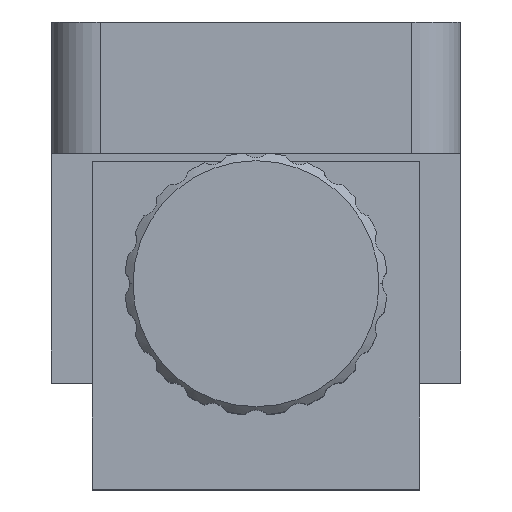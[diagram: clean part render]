
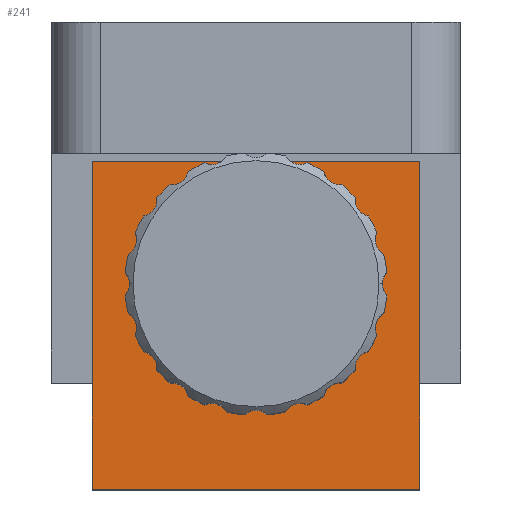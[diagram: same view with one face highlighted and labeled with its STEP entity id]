
A CAD part, top view. The second image highlights one B-rep face of the part: STEP entity #241.
In plain terms, the highlighted planar face has unit normal (0, 0, 1).
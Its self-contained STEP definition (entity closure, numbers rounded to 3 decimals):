
#183 = CARTESIAN_POINT ( 'NONE',  ( 10., -0.5, 61. ) ) ;
#241 = ADVANCED_FACE ( 'NONE', ( #4682, #1269 ), #4326, .F. ) ;
#251 = CARTESIAN_POINT ( 'NONE',  ( 10., -0.5, 61. ) ) ;
#363 = VERTEX_POINT ( 'NONE', #4133 ) ;
#433 = EDGE_CURVE ( 'NONE', #363, #3586, #4228, .T. ) ;
#447 = DIRECTION ( 'NONE',  ( -1., 0., 0. ) ) ;
#463 = CARTESIAN_POINT ( 'NONE',  ( -10., -20.5, 61. ) ) ;
#473 = VERTEX_POINT ( 'NONE', #251 ) ;
#608 = DIRECTION ( 'NONE',  ( 1., 0., 0. ) ) ;
#637 = EDGE_CURVE ( 'NONE', #2029, #4542, #3607, .T. ) ;
#752 = LINE ( 'NONE', #4608, #3545 ) ;
#809 = AXIS2_PLACEMENT_3D ( 'NONE', #2080, #2488, #3880 ) ;
#844 = EDGE_LOOP ( 'NONE', ( #3910, #3253, #1807, #2052 ) ) ;
#889 = AXIS2_PLACEMENT_3D ( 'NONE', #3246, #2056, #608 ) ;
#919 = DIRECTION ( 'NONE',  ( 0., -1., 0. ) ) ;
#991 = DIRECTION ( 'NONE',  ( 0., -1., 0. ) ) ;
#1020 = CARTESIAN_POINT ( 'NONE',  ( 10., -0.5, 61. ) ) ;
#1248 = EDGE_CURVE ( 'NONE', #2621, #3586, #752, .T. ) ;
#1269 = FACE_BOUND ( 'NONE', #1685, .T. ) ;
#1466 = CARTESIAN_POINT ( 'NONE',  ( -10., -0.5, 61. ) ) ;
#1644 = ORIENTED_EDGE ( 'NONE', *, *, #3348, .T. ) ;
#1685 = EDGE_LOOP ( 'NONE', ( #1644, #3473 ) ) ;
#1807 = ORIENTED_EDGE ( 'NONE', *, *, #1959, .F. ) ;
#1838 = VECTOR ( 'NONE', #3820, 1000. ) ;
#1883 = CARTESIAN_POINT ( 'NONE',  ( -3.05, -8., 61. ) ) ;
#1897 = CARTESIAN_POINT ( 'NONE',  ( 10., -0.5, 61. ) ) ;
#1959 = EDGE_CURVE ( 'NONE', #473, #363, #4225, .T. ) ;
#2029 = VERTEX_POINT ( 'NONE', #1883 ) ;
#2052 = ORIENTED_EDGE ( 'NONE', *, *, #3531, .T. ) ;
#2056 = DIRECTION ( 'NONE',  ( 0., 0., -1. ) ) ;
#2080 = CARTESIAN_POINT ( 'NONE',  ( 0., -8., 61. ) ) ;
#2309 = LINE ( 'NONE', #1897, #3663 ) ;
#2390 = CARTESIAN_POINT ( 'NONE',  ( 10., -20.5, 61. ) ) ;
#2488 = DIRECTION ( 'NONE',  ( 0., 0., -1. ) ) ;
#2621 = VERTEX_POINT ( 'NONE', #1466 ) ;
#2975 = CIRCLE ( 'NONE', #809, 3.05 ) ;
#3204 = CARTESIAN_POINT ( 'NONE',  ( 3.05, -8., 61. ) ) ;
#3246 = CARTESIAN_POINT ( 'NONE',  ( 0., -8., 61. ) ) ;
#3253 = ORIENTED_EDGE ( 'NONE', *, *, #433, .F. ) ;
#3348 = EDGE_CURVE ( 'NONE', #4542, #2029, #2975, .T. ) ;
#3473 = ORIENTED_EDGE ( 'NONE', *, *, #637, .T. ) ;
#3495 = AXIS2_PLACEMENT_3D ( 'NONE', #1020, #4255, #4153 ) ;
#3531 = EDGE_CURVE ( 'NONE', #473, #2621, #2309, .T. ) ;
#3545 = VECTOR ( 'NONE', #991, 1000. ) ;
#3586 = VERTEX_POINT ( 'NONE', #463 ) ;
#3607 = CIRCLE ( 'NONE', #889, 3.05 ) ;
#3663 = VECTOR ( 'NONE', #447, 1000. ) ;
#3820 = DIRECTION ( 'NONE',  ( -1., 0., 0. ) ) ;
#3880 = DIRECTION ( 'NONE',  ( 1., 0., 0. ) ) ;
#3910 = ORIENTED_EDGE ( 'NONE', *, *, #1248, .T. ) ;
#4133 = CARTESIAN_POINT ( 'NONE',  ( 10., -20.5, 61. ) ) ;
#4153 = DIRECTION ( 'NONE',  ( 1., 0., 0. ) ) ;
#4225 = LINE ( 'NONE', #183, #4573 ) ;
#4228 = LINE ( 'NONE', #2390, #1838 ) ;
#4255 = DIRECTION ( 'NONE',  ( 0., 0., -1. ) ) ;
#4326 = PLANE ( 'NONE',  #3495 ) ;
#4542 = VERTEX_POINT ( 'NONE', #3204 ) ;
#4573 = VECTOR ( 'NONE', #919, 1000. ) ;
#4608 = CARTESIAN_POINT ( 'NONE',  ( -10., -0.5, 61. ) ) ;
#4682 = FACE_OUTER_BOUND ( 'NONE', #844, .T. ) ;
